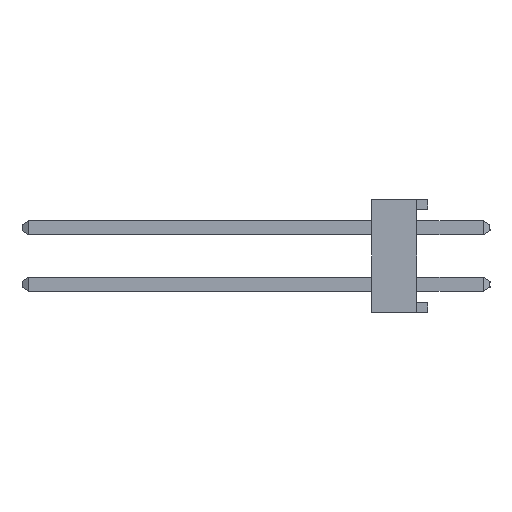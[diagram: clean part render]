
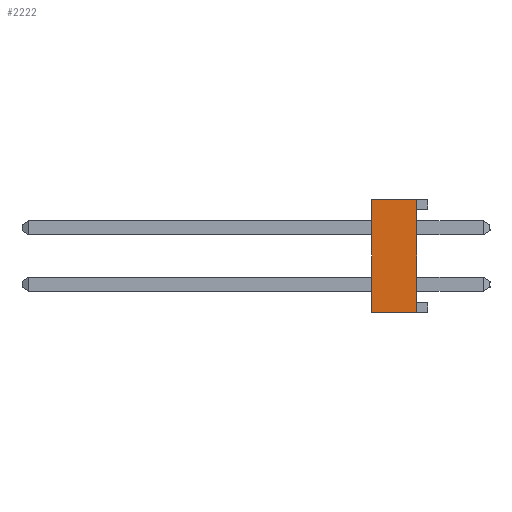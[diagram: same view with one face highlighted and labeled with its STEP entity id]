
A CAD part, left-side view. The second image highlights one B-rep face of the part: STEP entity #2222.
In plain terms, the highlighted planar face has unit normal (-1, 0, 0).
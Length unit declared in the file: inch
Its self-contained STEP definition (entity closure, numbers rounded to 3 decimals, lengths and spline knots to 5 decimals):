
#2222 = ADVANCED_FACE( '', ( #5232 ), #5233, .F. );
#5232 = FACE_OUTER_BOUND( '', #9110, .T. );
#5233 = PLANE( '', #9111 );
#9110 = EDGE_LOOP( '', ( #15619, #15620, #15621, #15622 ) );
#9111 = AXIS2_PLACEMENT_3D( '', #15623, #15624, #15625 );
#15619 = ORIENTED_EDGE( '', *, *, #25114, .F. );
#15620 = ORIENTED_EDGE( '', *, *, #24710, .F. );
#15621 = ORIENTED_EDGE( '', *, *, #25115, .F. );
#15622 = ORIENTED_EDGE( '', *, *, #24007, .T. );
#15623 = CARTESIAN_POINT( '', ( -0.75, 0.1, -0.1 ) );
#15624 = DIRECTION( '', ( 1., 0., 0. ) );
#15625 = DIRECTION( '', ( 0., 0., -1. ) );
#24007 = EDGE_CURVE( '', #29241, #29239, #29242, .T. );
#24710 = EDGE_CURVE( '', #30343, #30345, #30346, .T. );
#25114 = EDGE_CURVE( '', #30345, #29239, #30940, .T. );
#25115 = EDGE_CURVE( '', #29241, #30343, #30941, .T. );
#29239 = VERTEX_POINT( '', #36481 );
#29241 = VERTEX_POINT( '', #36484 );
#29242 = LINE( '', #36485, #36486 );
#30343 = VERTEX_POINT( '', #38143 );
#30345 = VERTEX_POINT( '', #38146 );
#30346 = LINE( '', #38147, #38148 );
#30940 = LINE( '', #39053, #39054 );
#30941 = LINE( '', #39055, #39056 );
#36481 = CARTESIAN_POINT( '', ( -0.75, 0.02, -0.1 ) );
#36484 = CARTESIAN_POINT( '', ( -0.75, 0.1, -0.1 ) );
#36485 = CARTESIAN_POINT( '', ( -0.75, 0.1, -0.1 ) );
#36486 = VECTOR( '', #43805, 39.37008 );
#38143 = CARTESIAN_POINT( '', ( -0.75, 0.1, 0.1 ) );
#38146 = CARTESIAN_POINT( '', ( -0.75, 0.02, 0.1 ) );
#38147 = CARTESIAN_POINT( '', ( -0.75, 0.1, 0.1 ) );
#38148 = VECTOR( '', #44363, 39.37008 );
#39053 = CARTESIAN_POINT( '', ( -0.75, 0.02, -0.1 ) );
#39054 = VECTOR( '', #44675, 39.37008 );
#39055 = CARTESIAN_POINT( '', ( -0.75, 0.1, -0.1 ) );
#39056 = VECTOR( '', #44676, 39.37008 );
#43805 = DIRECTION( '', ( 0., -1., 0. ) );
#44363 = DIRECTION( '', ( 0., -1., 0. ) );
#44675 = DIRECTION( '', ( 0., 0., -1. ) );
#44676 = DIRECTION( '', ( 0., 0., 1. ) );
